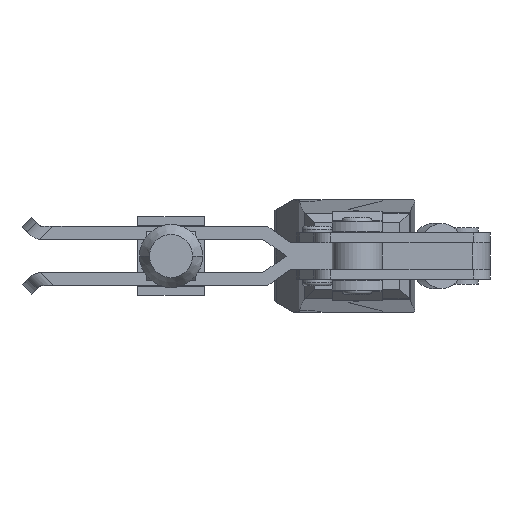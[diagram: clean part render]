
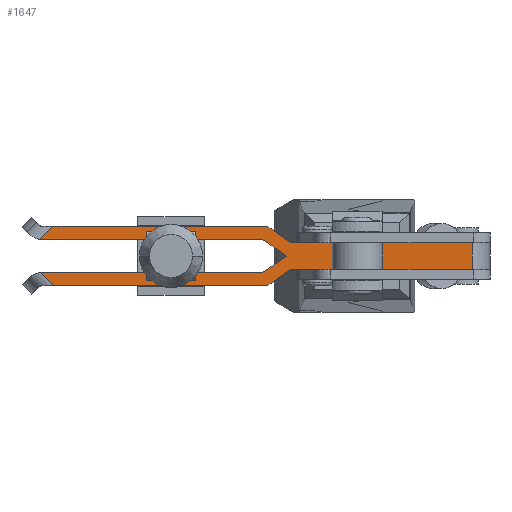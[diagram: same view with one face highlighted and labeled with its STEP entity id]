
A CAD part, front view. The second image highlights one B-rep face of the part: STEP entity #1647.
In plain terms, the highlighted planar face has unit normal (0, -1, 0).
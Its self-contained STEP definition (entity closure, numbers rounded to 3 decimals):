
#124 = ORIENTED_EDGE ( 'NONE', *, *, #11749, .F. ) ;
#239 = VERTEX_POINT ( 'NONE', #1479 ) ;
#338 = VERTEX_POINT ( 'NONE', #4493 ) ;
#367 = AXIS2_PLACEMENT_3D ( 'NONE', #5043, #990, #12685 ) ;
#384 = EDGE_CURVE ( 'NONE', #11124, #4496, #11308, .T. ) ;
#387 = VERTEX_POINT ( 'NONE', #4685 ) ;
#528 = EDGE_CURVE ( 'NONE', #3109, #387, #11481, .T. ) ;
#881 = EDGE_CURVE ( 'NONE', #926, #6352, #9109, .T. ) ;
#926 = VERTEX_POINT ( 'NONE', #7106 ) ;
#990 = DIRECTION ( 'NONE',  ( 0., 1., 0. ) ) ;
#1153 = CARTESIAN_POINT ( 'NONE',  ( -77.508, 45., -9.751 ) ) ;
#1272 = ORIENTED_EDGE ( 'NONE', *, *, #7161, .F. ) ;
#1288 = CARTESIAN_POINT ( 'NONE',  ( 47.633, 45., 4. ) ) ;
#1406 = DIRECTION ( 'NONE',  ( -1., 0., 0. ) ) ;
#1450 = VECTOR ( 'NONE', #7335, 1000. ) ;
#1479 = CARTESIAN_POINT ( 'NONE',  ( -82.516, 45., 5.027 ) ) ;
#1503 = DIRECTION ( 'NONE',  ( -0.819, 0., 0.574 ) ) ;
#1629 = VECTOR ( 'NONE', #4977, 1000. ) ;
#1647 = ADVANCED_FACE ( 'NONE', ( #3104 ), #2138, .F. ) ;
#1972 = LINE ( 'NONE', #11515, #10877 ) ;
#2138 = PLANE ( 'NONE',  #367 ) ;
#2195 = VECTOR ( 'NONE', #2403, 1000. ) ;
#2385 = CARTESIAN_POINT ( 'NONE',  ( -8.261, 45., 0. ) ) ;
#2403 = DIRECTION ( 'NONE',  ( 0.819, 0., -0.574 ) ) ;
#2494 = CARTESIAN_POINT ( 'NONE',  ( -15.402, 45., 5. ) ) ;
#2517 = ORIENTED_EDGE ( 'NONE', *, *, #881, .F. ) ;
#2637 = ORIENTED_EDGE ( 'NONE', *, *, #3577, .F. ) ;
#2783 = DIRECTION ( 'NONE',  ( -0.707, 0., -0.707 ) ) ;
#2849 = VECTOR ( 'NONE', #1503, 1000. ) ;
#2966 = EDGE_CURVE ( 'NONE', #6545, #9346, #5374, .T. ) ;
#3008 = ORIENTED_EDGE ( 'NONE', *, *, #12650, .F. ) ;
#3104 = FACE_OUTER_BOUND ( 'NONE', #9131, .T. ) ;
#3109 = VERTEX_POINT ( 'NONE', #11541 ) ;
#3164 = VECTOR ( 'NONE', #10402, 1000. ) ;
#3323 = VERTEX_POINT ( 'NONE', #9670 ) ;
#3345 = VECTOR ( 'NONE', #10411, 1000. ) ;
#3364 = CARTESIAN_POINT ( 'NONE',  ( -7., 45., -4. ) ) ;
#3514 = VECTOR ( 'NONE', #1406, 1000. ) ;
#3577 = EDGE_CURVE ( 'NONE', #5888, #6545, #5073, .T. ) ;
#3588 = VERTEX_POINT ( 'NONE', #1288 ) ;
#3600 = CARTESIAN_POINT ( 'NONE',  ( -8.261, 45., 0. ) ) ;
#3631 = CIRCLE ( 'NONE', #10623, 5. ) ;
#3820 = CARTESIAN_POINT ( 'NONE',  ( -15.402, 45., -5. ) ) ;
#3988 = DIRECTION ( 'NONE',  ( 1., 0., 0. ) ) ;
#4128 = LINE ( 'NONE', #7896, #1629 ) ;
#4130 = EDGE_CURVE ( 'NONE', #3323, #926, #6642, .T. ) ;
#4170 = LINE ( 'NONE', #1153, #11360 ) ;
#4373 = VERTEX_POINT ( 'NONE', #3600 ) ;
#4402 = DIRECTION ( 'NONE',  ( -0.819, 0., -0.574 ) ) ;
#4481 = EDGE_CURVE ( 'NONE', #4496, #239, #3631, .T. ) ;
#4493 = CARTESIAN_POINT ( 'NONE',  ( -78.259, 45., -9. ) ) ;
#4496 = VERTEX_POINT ( 'NONE', #9934 ) ;
#4685 = CARTESIAN_POINT ( 'NONE',  ( -7., 45., 4. ) ) ;
#4977 = DIRECTION ( 'NONE',  ( 0., 0., 1. ) ) ;
#5041 = CARTESIAN_POINT ( 'NONE',  ( -82., 45., -5. ) ) ;
#5043 = CARTESIAN_POINT ( 'NONE',  ( -82., 45., -10. ) ) ;
#5073 = LINE ( 'NONE', #9015, #3514 ) ;
#5163 = CARTESIAN_POINT ( 'NONE',  ( -14.141, 45., -9. ) ) ;
#5374 = LINE ( 'NONE', #3364, #10093 ) ;
#5460 = CARTESIAN_POINT ( 'NONE',  ( -7., 45., 4. ) ) ;
#5533 = CARTESIAN_POINT ( 'NONE',  ( 47.633, 45., -4. ) ) ;
#5701 = VECTOR ( 'NONE', #9772, 1000. ) ;
#5703 = DIRECTION ( 'NONE',  ( 1., 0., 0. ) ) ;
#5837 = LINE ( 'NONE', #6672, #11492 ) ;
#5888 = VERTEX_POINT ( 'NONE', #5533 ) ;
#6333 = EDGE_CURVE ( 'NONE', #6352, #4373, #7521, .T. ) ;
#6352 = VERTEX_POINT ( 'NONE', #11023 ) ;
#6379 = CARTESIAN_POINT ( 'NONE',  ( -15.402, 45., 5. ) ) ;
#6503 = LINE ( 'NONE', #9476, #3345 ) ;
#6545 = VERTEX_POINT ( 'NONE', #8345 ) ;
#6642 = CIRCLE ( 'NONE', #12578, 5. ) ;
#6672 = CARTESIAN_POINT ( 'NONE',  ( -77.65, 45., 9.892 ) ) ;
#6807 = EDGE_CURVE ( 'NONE', #5888, #3588, #4128, .T. ) ;
#6847 = DIRECTION ( 'NONE',  ( 0., 1., 0. ) ) ;
#7106 = CARTESIAN_POINT ( 'NONE',  ( -82., 45., -5. ) ) ;
#7137 = DIRECTION ( 'NONE',  ( -0.707, 0., 0.707 ) ) ;
#7161 = EDGE_CURVE ( 'NONE', #7582, #3109, #1972, .T. ) ;
#7306 = DIRECTION ( 'NONE',  ( 1., 0., 0. ) ) ;
#7307 = LINE ( 'NONE', #2385, #2849 ) ;
#7323 = CARTESIAN_POINT ( 'NONE',  ( -14.141, 45., 9. ) ) ;
#7335 = DIRECTION ( 'NONE',  ( 1., 0., 0. ) ) ;
#7369 = ORIENTED_EDGE ( 'NONE', *, *, #2966, .F. ) ;
#7517 = DIRECTION ( 'NONE',  ( 0., 1., 0. ) ) ;
#7521 = LINE ( 'NONE', #3820, #5701 ) ;
#7528 = ORIENTED_EDGE ( 'NONE', *, *, #7901, .T. ) ;
#7582 = VERTEX_POINT ( 'NONE', #9054 ) ;
#7896 = CARTESIAN_POINT ( 'NONE',  ( 47.633, 45., 13.1 ) ) ;
#7901 = EDGE_CURVE ( 'NONE', #7582, #239, #5837, .T. ) ;
#8345 = CARTESIAN_POINT ( 'NONE',  ( -7., 45., -4. ) ) ;
#8365 = LINE ( 'NONE', #5460, #1450 ) ;
#8472 = ORIENTED_EDGE ( 'NONE', *, *, #528, .F. ) ;
#8827 = CARTESIAN_POINT ( 'NONE',  ( -82., 45., 10. ) ) ;
#9015 = CARTESIAN_POINT ( 'NONE',  ( 53., 45., -4. ) ) ;
#9054 = CARTESIAN_POINT ( 'NONE',  ( -78.542, 45., 9. ) ) ;
#9109 = LINE ( 'NONE', #5041, #11182 ) ;
#9131 = EDGE_LOOP ( 'NONE', ( #1272, #7528, #12608, #12675, #124, #9316, #2517, #10710, #9566, #10652, #7369, #2637, #12582, #3008, #8472 ) ) ;
#9316 = ORIENTED_EDGE ( 'NONE', *, *, #6333, .F. ) ;
#9346 = VERTEX_POINT ( 'NONE', #5163 ) ;
#9476 = CARTESIAN_POINT ( 'NONE',  ( -14.141, 45., -9. ) ) ;
#9566 = ORIENTED_EDGE ( 'NONE', *, *, #11396, .F. ) ;
#9670 = CARTESIAN_POINT ( 'NONE',  ( -82.253, 45., -5.006 ) ) ;
#9772 = DIRECTION ( 'NONE',  ( 0.819, 0., 0.574 ) ) ;
#9846 = DIRECTION ( 'NONE',  ( 1., 0., 0. ) ) ;
#9934 = CARTESIAN_POINT ( 'NONE',  ( -82., 45., 5. ) ) ;
#10093 = VECTOR ( 'NONE', #4402, 1000. ) ;
#10402 = DIRECTION ( 'NONE',  ( -1., 0., 0. ) ) ;
#10411 = DIRECTION ( 'NONE',  ( -1., 0., 0. ) ) ;
#10580 = CARTESIAN_POINT ( 'NONE',  ( -82., 45., -10. ) ) ;
#10623 = AXIS2_PLACEMENT_3D ( 'NONE', #8827, #6847, #3988 ) ;
#10652 = ORIENTED_EDGE ( 'NONE', *, *, #11082, .F. ) ;
#10710 = ORIENTED_EDGE ( 'NONE', *, *, #4130, .F. ) ;
#10877 = VECTOR ( 'NONE', #9846, 1000. ) ;
#11023 = CARTESIAN_POINT ( 'NONE',  ( -15.402, 45., -5. ) ) ;
#11082 = EDGE_CURVE ( 'NONE', #9346, #338, #6503, .T. ) ;
#11124 = VERTEX_POINT ( 'NONE', #6379 ) ;
#11182 = VECTOR ( 'NONE', #7306, 1000. ) ;
#11308 = LINE ( 'NONE', #2494, #3164 ) ;
#11360 = VECTOR ( 'NONE', #7137, 1000. ) ;
#11396 = EDGE_CURVE ( 'NONE', #338, #3323, #4170, .T. ) ;
#11481 = LINE ( 'NONE', #7323, #2195 ) ;
#11492 = VECTOR ( 'NONE', #2783, 1000. ) ;
#11515 = CARTESIAN_POINT ( 'NONE',  ( -82., 45., 9. ) ) ;
#11541 = CARTESIAN_POINT ( 'NONE',  ( -14.141, 45., 9. ) ) ;
#11749 = EDGE_CURVE ( 'NONE', #4373, #11124, #7307, .T. ) ;
#12578 = AXIS2_PLACEMENT_3D ( 'NONE', #10580, #7517, #5703 ) ;
#12582 = ORIENTED_EDGE ( 'NONE', *, *, #6807, .T. ) ;
#12608 = ORIENTED_EDGE ( 'NONE', *, *, #4481, .F. ) ;
#12650 = EDGE_CURVE ( 'NONE', #387, #3588, #8365, .T. ) ;
#12675 = ORIENTED_EDGE ( 'NONE', *, *, #384, .F. ) ;
#12685 = DIRECTION ( 'NONE',  ( 1., 0., 0. ) ) ;
